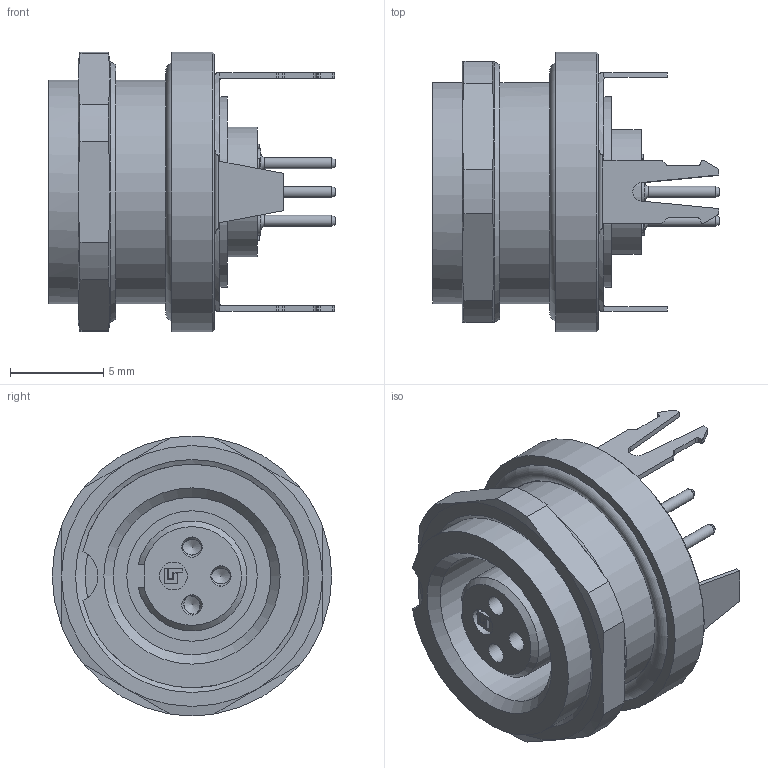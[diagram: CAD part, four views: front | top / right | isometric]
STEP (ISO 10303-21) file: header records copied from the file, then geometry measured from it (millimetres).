
FILE_DESCRIPTION(/* description */ (''),/* implementation_level */ '2;1');
FILE_NAME(/* name */ '09-0408-30-03_bg.stp',/* time_stamp */ '2010-09-01T15:40:58+02:00',/* author */ (''),/* organization */ (''),/* preprocessor_version */ 'ST-DEVELOPER v11',/* originating_system */ 'UGS - NX 5.0',/* authorisation */ '');
FILE_SCHEMA (('CONFIG_CONTROL_DESIGN'));
Length unit declared in the file: millimetre
Products named in the file (1): kborF7AB2bgy
Bounding box: 15.4 x 15 x 15 mm (x, y, z)
Volume: 1198.1 mm3; surface area: 1394.4 mm2
Topology: 1 solids, 1 shells, 236 faces, 617 edges, 408 vertices
Faces by surface type: plane 120, cylinder 65, cone 24, extrusion 17, bspline 6, torus 4
Full cylindrical faces by diameter (mm): 0.6 x3, 1.1 x3, 1.5 x1, 1.55 x3, 7 x1, 8.459 x1, 10.25 x1, 12 x1, 15 x1
Entity records: 7938 total; most frequent: CARTESIAN_POINT 2349, ORIENTED_EDGE 1128, DIRECTION 1079, EDGE_CURVE 564, VERTEX_POINT 389, AXIS2_PLACEMENT_3D 387, VECTOR 305, EDGE_LOOP 294
